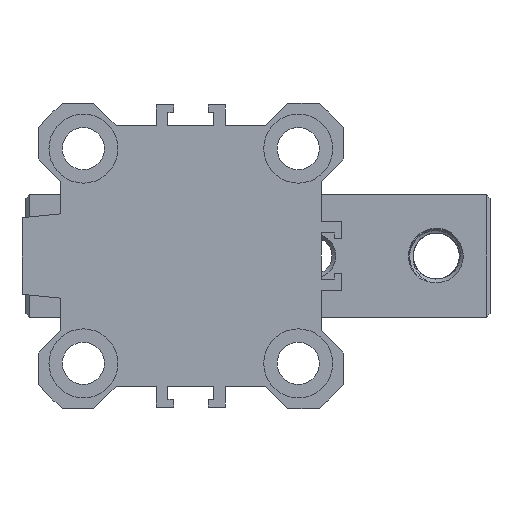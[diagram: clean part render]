
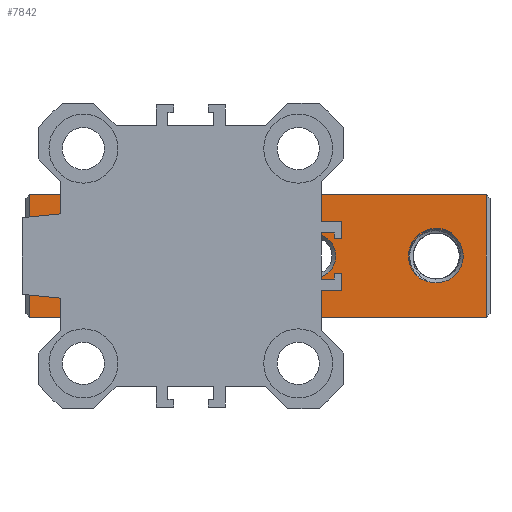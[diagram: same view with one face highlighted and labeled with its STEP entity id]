
A CAD part, front view. The second image highlights one B-rep face of the part: STEP entity #7842.
In plain terms, the highlighted planar face has unit normal (0, -1, 0).
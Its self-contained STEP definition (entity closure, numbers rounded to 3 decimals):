
#64=FACE_BOUND('',#1504,.T.);
#65=FACE_BOUND('',#1505,.T.);
#66=FACE_BOUND('',#1506,.T.);
#67=FACE_BOUND('',#1507,.T.);
#210=PLANE('',#8696);
#1075=FACE_OUTER_BOUND('',#1503,.T.);
#1503=EDGE_LOOP('',(#7061,#7062,#7063,#7064));
#1504=EDGE_LOOP('',(#7065,#7066,#7067,#7068));
#1505=EDGE_LOOP('',(#7069,#7070));
#1506=EDGE_LOOP('',(#7071,#7072));
#1507=EDGE_LOOP('',(#7073,#7074));
#1991=CIRCLE('',#8669,7.3);
#1992=CIRCLE('',#8670,7.3);
#1995=CIRCLE('',#8674,2.9);
#1996=CIRCLE('',#8675,2.9);
#2000=CIRCLE('',#8680,2.9);
#2001=CIRCLE('',#8681,2.9);
#2007=CIRCLE('',#8697,3.5);
#2008=CIRCLE('',#8698,3.5);
#2162=B_SPLINE_CURVE_WITH_KNOTS('',3,(#18126,#18127,#18128,#18129,#18130,
#18131),.UNSPECIFIED.,.F.,.F.,(4,2,4),(0.,0.079,
0.17),.UNSPECIFIED.);
#2163=B_SPLINE_CURVE_WITH_KNOTS('',3,(#18136,#18137,#18138,#18139,#18140,
#18141),.UNSPECIFIED.,.F.,.F.,(4,2,4),(-0.154,-0.077,
0.),.UNSPECIFIED.);
#2605=LINE('',#18090,#3130);
#2620=LINE('',#18121,#3145);
#2621=LINE('',#18122,#3146);
#2622=LINE('',#18123,#3147);
#3130=VECTOR('',#10798,1000.);
#3145=VECTOR('',#10823,1000.);
#3146=VECTOR('',#10824,1000.);
#3147=VECTOR('',#10825,1000.);
#3873=VERTEX_POINT('',#18036);
#3874=VERTEX_POINT('',#18038);
#3878=VERTEX_POINT('',#18047);
#3879=VERTEX_POINT('',#18049);
#3883=VERTEX_POINT('',#18059);
#3884=VERTEX_POINT('',#18061);
#3892=VERTEX_POINT('',#18087);
#3893=VERTEX_POINT('',#18089);
#3903=VERTEX_POINT('',#18119);
#3904=VERTEX_POINT('',#18120);
#3905=VERTEX_POINT('',#18124);
#3906=VERTEX_POINT('',#18125);
#3907=VERTEX_POINT('',#18132);
#3908=VERTEX_POINT('',#18134);
#4944=EDGE_CURVE('',#3873,#3874,#1991,.T.);
#4945=EDGE_CURVE('',#3874,#3873,#1992,.T.);
#4949=EDGE_CURVE('',#3878,#3879,#1995,.T.);
#4950=EDGE_CURVE('',#3879,#3878,#1996,.T.);
#4955=EDGE_CURVE('',#3883,#3884,#2000,.T.);
#4956=EDGE_CURVE('',#3884,#3883,#2001,.T.);
#4969=EDGE_CURVE('',#3893,#3892,#2605,.T.);
#4984=EDGE_CURVE('',#3903,#3904,#2620,.T.);
#4985=EDGE_CURVE('',#3893,#3903,#2621,.T.);
#4986=EDGE_CURVE('',#3904,#3892,#2622,.T.);
#4987=EDGE_CURVE('',#3905,#3906,#2162,.T.);
#4988=EDGE_CURVE('',#3907,#3905,#2007,.T.);
#4989=EDGE_CURVE('',#3908,#3907,#2008,.T.);
#4990=EDGE_CURVE('',#3908,#3906,#2163,.T.);
#7061=ORIENTED_EDGE('',*,*,#4984,.F.);
#7062=ORIENTED_EDGE('',*,*,#4985,.F.);
#7063=ORIENTED_EDGE('',*,*,#4969,.T.);
#7064=ORIENTED_EDGE('',*,*,#4986,.F.);
#7065=ORIENTED_EDGE('',*,*,#4987,.F.);
#7066=ORIENTED_EDGE('',*,*,#4988,.F.);
#7067=ORIENTED_EDGE('',*,*,#4989,.F.);
#7068=ORIENTED_EDGE('',*,*,#4990,.T.);
#7069=ORIENTED_EDGE('',*,*,#4945,.F.);
#7070=ORIENTED_EDGE('',*,*,#4944,.F.);
#7071=ORIENTED_EDGE('',*,*,#4950,.F.);
#7072=ORIENTED_EDGE('',*,*,#4949,.F.);
#7073=ORIENTED_EDGE('',*,*,#4956,.F.);
#7074=ORIENTED_EDGE('',*,*,#4955,.F.);
#7842=ADVANCED_FACE('',(#1075,#64,#65,#66,#67),#210,.F.);
#8669=AXIS2_PLACEMENT_3D('',#18039,#10743,#10744);
#8670=AXIS2_PLACEMENT_3D('',#18040,#10745,#10746);
#8674=AXIS2_PLACEMENT_3D('',#18050,#10754,#10755);
#8675=AXIS2_PLACEMENT_3D('',#18051,#10756,#10757);
#8680=AXIS2_PLACEMENT_3D('',#18062,#10767,#10768);
#8681=AXIS2_PLACEMENT_3D('',#18063,#10769,#10770);
#8696=AXIS2_PLACEMENT_3D('',#18118,#10821,#10822);
#8697=AXIS2_PLACEMENT_3D('',#18133,#10826,#10827);
#8698=AXIS2_PLACEMENT_3D('',#18135,#10828,#10829);
#10743=DIRECTION('center_axis',(0.,-1.,0.));
#10744=DIRECTION('ref_axis',(0.,0.,
1.));
#10745=DIRECTION('center_axis',(0.,-1.,0.));
#10746=DIRECTION('ref_axis',(0.,0.,
1.));
#10754=DIRECTION('center_axis',(0.,-1.,0.));
#10755=DIRECTION('ref_axis',(0.,0.,1.));
#10756=DIRECTION('center_axis',(0.,-1.,0.));
#10757=DIRECTION('ref_axis',(0.,0.,1.));
#10767=DIRECTION('center_axis',(0.,-1.,0.));
#10768=DIRECTION('ref_axis',(0.,0.,1.));
#10769=DIRECTION('center_axis',(0.,-1.,0.));
#10770=DIRECTION('ref_axis',(0.,0.,1.));
#10798=DIRECTION('',(-1.,0.,0.));
#10821=DIRECTION('center_axis',(0.,1.,0.));
#10822=DIRECTION('ref_axis',(1.,0.,0.));
#10823=DIRECTION('',(-1.,0.,0.));
#10824=DIRECTION('',(0.,0.,-1.));
#10825=DIRECTION('',(0.,0.,1.));
#10826=DIRECTION('center_axis',(0.,-1.,0.));
#10827=DIRECTION('ref_axis',(-1.,0.,0.));
#10828=DIRECTION('center_axis',(0.,-1.,0.));
#10829=DIRECTION('ref_axis',(-1.,0.,0.));
#18036=CARTESIAN_POINT('',(92.275,226.099,-7.3));
#18038=CARTESIAN_POINT('',(92.275,226.099,7.3));
#18039=CARTESIAN_POINT('Origin',(92.275,226.099,0.));
#18040=CARTESIAN_POINT('Origin',(92.275,226.099,0.));
#18047=CARTESIAN_POINT('',(108.275,226.099,-2.9));
#18049=CARTESIAN_POINT('',(108.275,226.099,2.9));
#18050=CARTESIAN_POINT('Origin',(108.275,226.099,0.));
#18051=CARTESIAN_POINT('Origin',(108.275,226.099,0.));
#18059=CARTESIAN_POINT('',(76.275,226.099,-2.9));
#18061=CARTESIAN_POINT('',(76.275,226.099,2.9));
#18062=CARTESIAN_POINT('Origin',(76.275,226.099,0.));
#18063=CARTESIAN_POINT('Origin',(76.275,226.099,0.));
#18087=CARTESIAN_POINT('',(71.275,226.099,8.));
#18089=CARTESIAN_POINT('',(130.775,226.099,8.));
#18090=CARTESIAN_POINT('',(101.025,226.099,8.));
#18118=CARTESIAN_POINT('Origin',(101.025,226.099,-8.));
#18119=CARTESIAN_POINT('',(130.775,226.099,-8.));
#18120=CARTESIAN_POINT('',(71.275,226.099,-8.));
#18121=CARTESIAN_POINT('',(101.025,226.099,-8.));
#18122=CARTESIAN_POINT('',(130.775,226.099,-8.));
#18123=CARTESIAN_POINT('',(71.275,226.099,-8.));
#18124=CARTESIAN_POINT('',(121.163,226.099,-1.602));
#18125=CARTESIAN_POINT('',(122.077,226.099,-2.877));
#18126=CARTESIAN_POINT('Ctrl Pts',(121.163,226.099,-1.602));
#18127=CARTESIAN_POINT('Ctrl Pts',(121.264,226.099,-1.845));
#18128=CARTESIAN_POINT('Ctrl Pts',(121.393,226.099,-2.075));
#18129=CARTESIAN_POINT('Ctrl Pts',(121.723,226.099,-2.535));
#18130=CARTESIAN_POINT('Ctrl Pts',(121.911,226.099,-2.729));
#18131=CARTESIAN_POINT('Ctrl Pts',(122.077,226.099,-2.877));
#18132=CARTESIAN_POINT('',(120.775,226.099,0.));
#18133=CARTESIAN_POINT('Origin',(124.275,226.099,0.));
#18134=CARTESIAN_POINT('',(123.503,226.099,-3.414));
#18135=CARTESIAN_POINT('Origin',(124.275,226.099,0.));
#18136=CARTESIAN_POINT('Ctrl Pts',(123.503,226.099,-3.414));
#18137=CARTESIAN_POINT('Ctrl Pts',(123.249,226.099,-3.377));
#18138=CARTESIAN_POINT('Ctrl Pts',(123.,226.099,-3.313));
#18139=CARTESIAN_POINT('Ctrl Pts',(122.521,226.099,-3.133));
#18140=CARTESIAN_POINT('Ctrl Pts',(122.292,226.099,-3.017));
#18141=CARTESIAN_POINT('Ctrl Pts',(122.077,226.099,-2.877));
